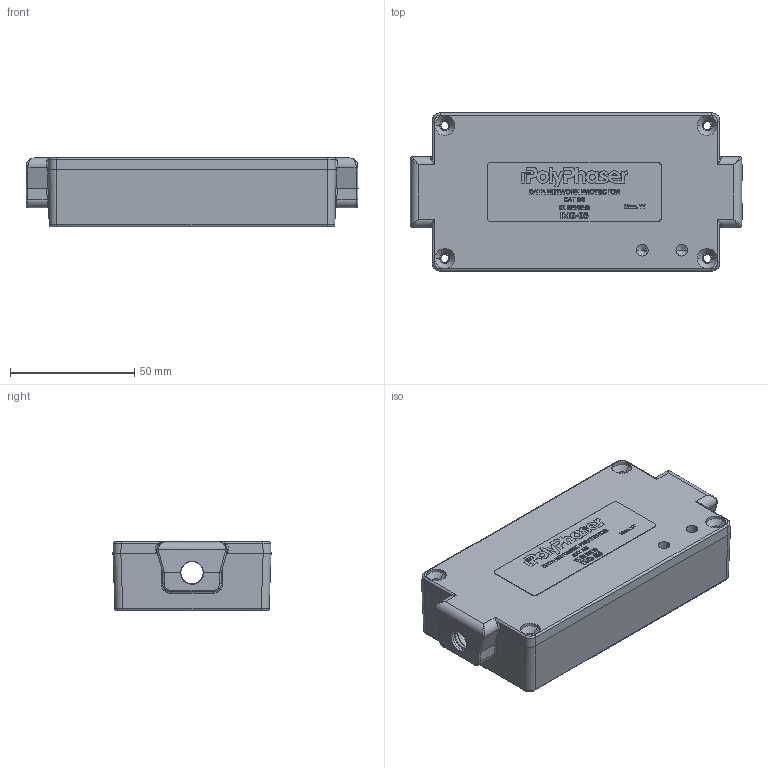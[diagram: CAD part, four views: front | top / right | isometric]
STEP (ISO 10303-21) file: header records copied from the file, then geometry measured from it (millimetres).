
FILE_DESCRIPTION (( 'STEP AP214' ), '1' );
FILE_NAME ('IXG-05.STEP', '2019-07-30T15:30:01', ( '' ), ( '' ), 'SwSTEP 2.0', 'SolidWorks 2019', '' );
FILE_SCHEMA (( 'AUTOMOTIVE_DESIGN' ));
Length unit declared in the file: inch
Products named in the file (12): 9500-0041; 7040-0109; 5331-0012-01; 5331-0012; 5331-0013-01; 7020-3448; 5331-0013; IXG-05
Assembly tree (7 placements, depth 4):
  5331-0012
  7040-0109
  5331-0013
  IXG-05
    5331-0012-01
      5331-0012
    9500-0041
      5331-0013-01
        5331-0013
      7040-0109
    7020-3448
  7020-3448
Bounding box: 133.35 x 63.5 x 27.88 mm (x, y, z)
Volume: 85173.6 mm3; surface area: 61527.2 mm2
Topology: 4 solids, 4 shells, 2108 faces, 5667 edges, 3649 vertices
Faces by surface type: plane 1278, cylinder 396, bspline 394, cone 40
Entity records: 96787 total; most frequent: CARTESIAN_POINT 36196, ORIENTED_EDGE 11258, DIRECTION 8916, EDGE_CURVE 5629, VECTOR 4046, LINE 4046, VERTEX_POINT 3649, AXIS2_PLACEMENT_3D 2435
